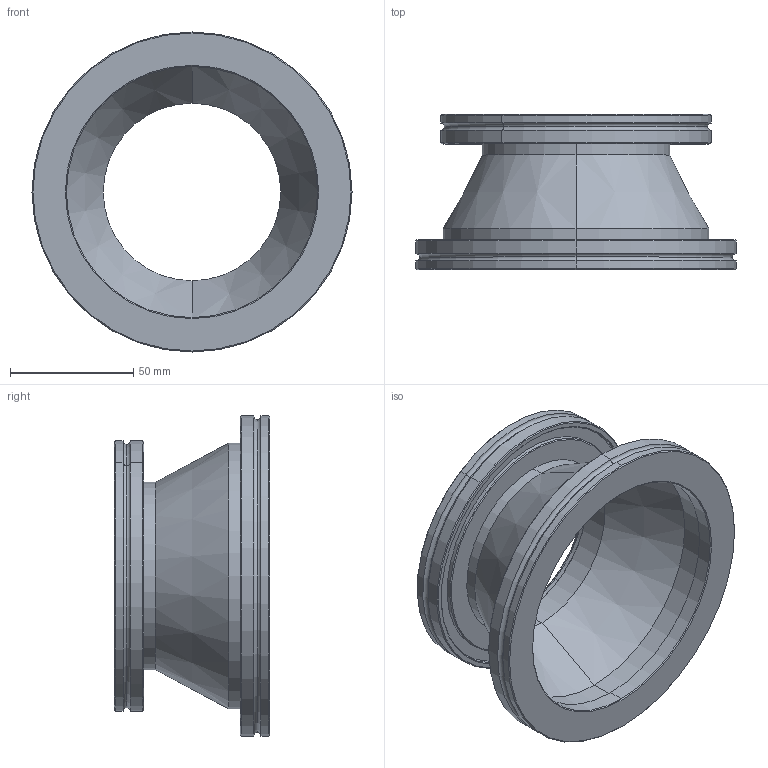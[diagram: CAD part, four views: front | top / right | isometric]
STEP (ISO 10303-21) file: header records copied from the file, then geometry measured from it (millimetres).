
FILE_DESCRIPTION (( 'STEP AP214' ), '1' );
FILE_NAME ('Hositrad_ISO100-80.STEP', '2017-06-06T10:32:14', ( 'Gebruiker' ), ( '' ), 'SwSTEP 2.0', 'SolidWorks 2017', '' );
FILE_SCHEMA (( 'AUTOMOTIVE_DESIGN' ));
Length unit declared in the file: millimetre
Products named in the file (4): Hositrad_ISO100-80; ISO-K_Conical-Reducer_ISO100-80; ISO-K-Weld-All_ISO100-108; ISO-K-Weld-All_ISO80-76
Assembly tree (3 placements, depth 2):
  Hositrad_ISO100-80
    ISO-K_Conical-Reducer_ISO100-80
    ISO-K-Weld-All_ISO100-108
    ISO-K-Weld-All_ISO80-76
Bounding box: 130 x 63 x 130 mm (x, y, z)
Volume: 132272.1 mm3; surface area: 71600.8 mm2
Topology: 3 solids, 3 shells, 79 faces, 158 edges, 92 vertices
Faces by surface type: cylinder 34, cone 24, plane 13, torus 8
Entity records: 2218 total; most frequent: DIRECTION 428, CARTESIAN_POINT 335, ORIENTED_EDGE 316, AXIS2_PLACEMENT_3D 185, EDGE_CURVE 158, CIRCLE 100, VERTEX_POINT 92, EDGE_LOOP 92
